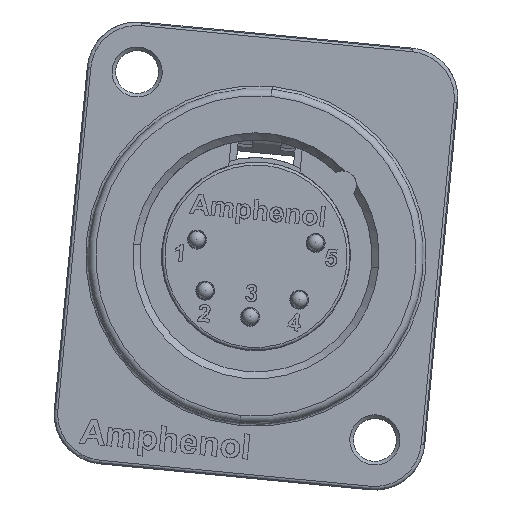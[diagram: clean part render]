
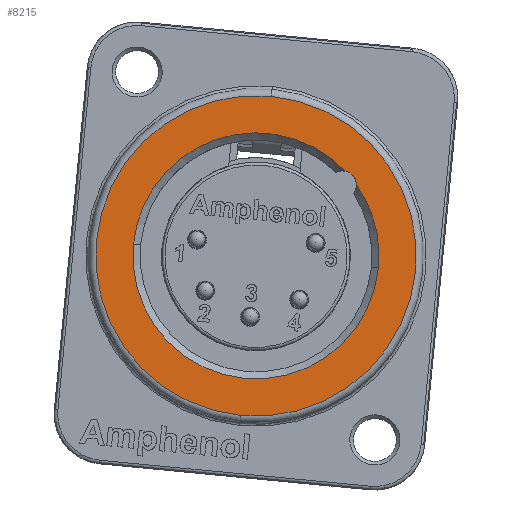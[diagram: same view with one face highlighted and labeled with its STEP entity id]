
A CAD part, top view. The second image highlights one B-rep face of the part: STEP entity #8215.
In plain terms, the highlighted planar face has unit normal (0, 0, 1).
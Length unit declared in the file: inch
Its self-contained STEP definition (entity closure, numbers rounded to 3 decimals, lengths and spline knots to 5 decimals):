
#308=CIRCLE('',#8708,0.44094);
#312=CIRCLE('',#8713,0.44094);
#314=CIRCLE('',#8717,0.33858);
#315=CIRCLE('',#8718,0.03937);
#316=CIRCLE('',#8719,0.33858);
#317=CIRCLE('',#8720,0.33858);
#553=FACE_BOUND('',#2441,.T.);
#2101=FACE_OUTER_BOUND('',#2440,.T.);
#2440=EDGE_LOOP('',(#6372,#6373));
#2441=EDGE_LOOP('',(#6374,#6375,#6376,#6377));
#3516=VERTEX_POINT('',#12571);
#3517=VERTEX_POINT('',#12573);
#3521=VERTEX_POINT('',#12588);
#3522=VERTEX_POINT('',#12589);
#3523=VERTEX_POINT('',#12591);
#3524=VERTEX_POINT('',#12593);
#4792=EDGE_CURVE('',#3516,#3517,#308,.T.);
#4796=EDGE_CURVE('',#3517,#3516,#312,.T.);
#4800=EDGE_CURVE('',#3521,#3522,#314,.T.);
#4801=EDGE_CURVE('',#3521,#3523,#315,.T.);
#4802=EDGE_CURVE('',#3524,#3523,#316,.T.);
#4803=EDGE_CURVE('',#3522,#3524,#317,.T.);
#6372=ORIENTED_EDGE('',*,*,#4792,.F.);
#6373=ORIENTED_EDGE('',*,*,#4796,.F.);
#6374=ORIENTED_EDGE('',*,*,#4800,.F.);
#6375=ORIENTED_EDGE('',*,*,#4801,.T.);
#6376=ORIENTED_EDGE('',*,*,#4802,.F.);
#6377=ORIENTED_EDGE('',*,*,#4803,.F.);
#7736=PLANE('',#8716);
#8215=ADVANCED_FACE('',(#2101,#553),#7736,.F.);
#8708=AXIS2_PLACEMENT_3D('',#12574,#9760,#9761);
#8713=AXIS2_PLACEMENT_3D('',#12580,#9770,#9771);
#8716=AXIS2_PLACEMENT_3D('',#12587,#9778,#9779);
#8717=AXIS2_PLACEMENT_3D('',#12590,#9780,#9781);
#8718=AXIS2_PLACEMENT_3D('',#12592,#9782,#9783);
#8719=AXIS2_PLACEMENT_3D('',#12594,#9784,#9785);
#8720=AXIS2_PLACEMENT_3D('',#12595,#9786,#9787);
#9760=DIRECTION('center_axis',(0.,0.,
-1.));
#9761=DIRECTION('ref_axis',(-0.995,0.096,0.));
#9770=DIRECTION('center_axis',(0.,0.,
-1.));
#9771=DIRECTION('ref_axis',(0.995,-0.096,0.));
#9778=DIRECTION('center_axis',(0.,0.,
-1.));
#9779=DIRECTION('ref_axis',(-0.096,-0.995,0.));
#9780=DIRECTION('center_axis',(0.,0.,
1.));
#9781=DIRECTION('ref_axis',(-0.995,0.096,0.));
#9782=DIRECTION('center_axis',(0.,0.,
-1.));
#9783=DIRECTION('ref_axis',(0.995,-0.096,0.));
#9784=DIRECTION('center_axis',(0.,0.,
1.));
#9785=DIRECTION('ref_axis',(-0.995,0.096,0.));
#9786=DIRECTION('center_axis',(0.,0.,
1.));
#9787=DIRECTION('ref_axis',(-0.995,0.096,0.));
#12571=CARTESIAN_POINT('',(0.08298,-0.21001,0.88829));
#12573=CARTESIAN_POINT('',(0.16742,0.66782,0.88829));
#12574=CARTESIAN_POINT('Origin',(0.1252,0.22891,0.88829));
#12580=CARTESIAN_POINT('Origin',(0.1252,0.22891,0.88829));
#12587=CARTESIAN_POINT('Origin',(0.67808,0.68476,0.88829));
#12588=CARTESIAN_POINT('',(0.36997,0.46284,0.88829));
#12589=CARTESIAN_POINT('',(-0.21183,0.26132,0.88829));
#12590=CARTESIAN_POINT('Origin',(0.1252,0.22891,0.88829));
#12591=CARTESIAN_POINT('',(0.40151,0.42459,0.88829));
#12592=CARTESIAN_POINT('Origin',(0.36214,0.42426,0.88829));
#12593=CARTESIAN_POINT('',(0.46223,0.19649,0.88829));
#12594=CARTESIAN_POINT('Origin',(0.1252,0.22891,0.88829));
#12595=CARTESIAN_POINT('Origin',(0.1252,0.22891,0.88829));
